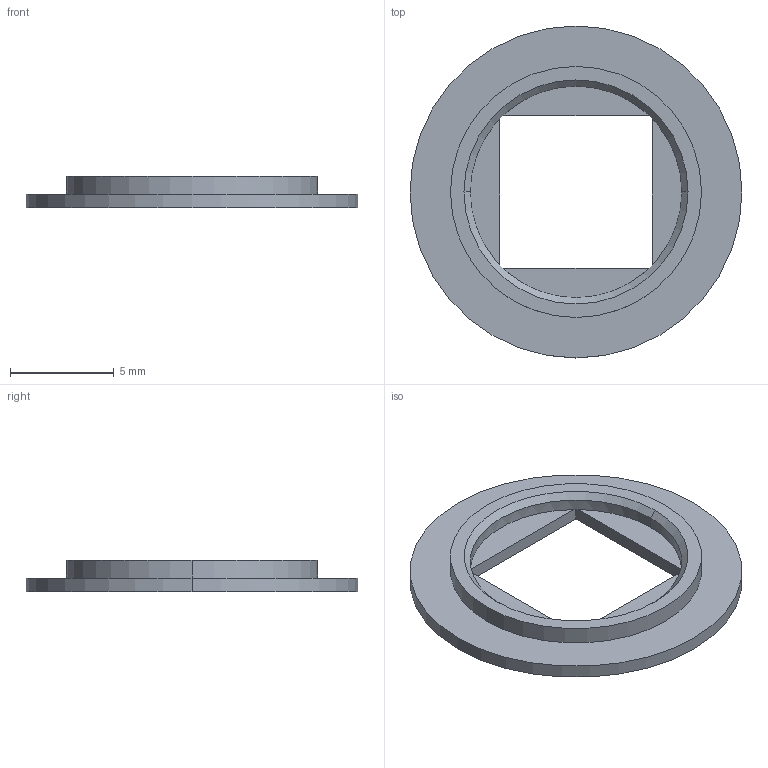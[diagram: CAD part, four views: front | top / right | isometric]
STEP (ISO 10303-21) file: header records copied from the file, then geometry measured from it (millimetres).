
FILE_DESCRIPTION (( 'STEP AP214' ), '1' );
FILE_NAME ('堈扞蘿12諳隅弇え-7070-PA6GF.STEP', '2025-04-12T11:10:25', ( '' ), ( '' ), 'SwSTEP 2.0', 'SolidWorks 2021', '' );
FILE_SCHEMA (( 'AUTOMOTIVE_DESIGN' ));
Length unit declared in the file: millimetre
Products named in the file (1): 堈扞蘿12諳隅弇え-7070-PA6GF
Bounding box: 16 x 16 x 1.5 mm (x, y, z)
Volume: 122.1 mm3; surface area: 400 mm2
Topology: 1 solids, 1 shells, 23 faces, 50 edges, 30 vertices
Faces by surface type: plane 15, cylinder 6, cone 2
Entity records: 664 total; most frequent: DIRECTION 120, CARTESIAN_POINT 104, ORIENTED_EDGE 100, EDGE_CURVE 50, AXIS2_PLACEMENT_3D 46, VERTEX_POINT 30, VECTOR 28, LINE 28
